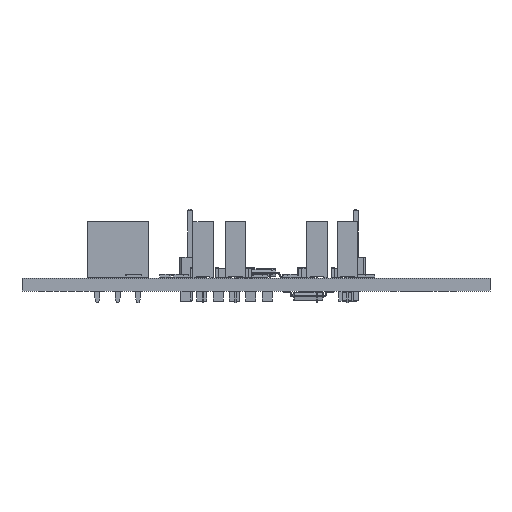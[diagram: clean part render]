
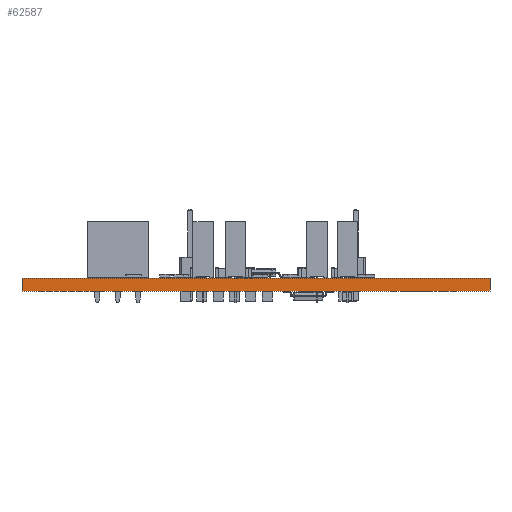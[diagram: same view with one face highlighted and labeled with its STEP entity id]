
A CAD part, left-side view. The second image highlights one B-rep face of the part: STEP entity #62587.
In plain terms, the highlighted planar face has unit normal (-1, 0, 0).
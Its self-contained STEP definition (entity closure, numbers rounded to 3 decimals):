
#62471 = EDGE_CURVE('',#62472,#62474,#62476,.T.);
#62472 = VERTEX_POINT('',#62473);
#62473 = CARTESIAN_POINT('',(111.76,-95.25,0.));
#62474 = VERTEX_POINT('',#62475);
#62475 = CARTESIAN_POINT('',(111.76,-95.25,1.6));
#62476 = SURFACE_CURVE('',#62477,(#62481,#62493),.PCURVE_S1.);
#62477 = LINE('',#62478,#62479);
#62478 = CARTESIAN_POINT('',(111.76,-95.25,0.));
#62479 = VECTOR('',#62480,1.);
#62480 = DIRECTION('',(0.,0.,1.));
#62481 = PCURVE('',#62482,#62487);
#62482 = PLANE('',#62483);
#62483 = AXIS2_PLACEMENT_3D('',#62484,#62485,#62486);
#62484 = CARTESIAN_POINT('',(111.76,-95.25,0.));
#62485 = DIRECTION('',(0.,1.,0.));
#62486 = DIRECTION('',(1.,0.,0.));
#62487 = DEFINITIONAL_REPRESENTATION('',(#62488),#62492);
#62488 = LINE('',#62489,#62490);
#62489 = CARTESIAN_POINT('',(0.,0.));
#62490 = VECTOR('',#62491,1.);
#62491 = DIRECTION('',(0.,-1.));
#62492 = ( GEOMETRIC_REPRESENTATION_CONTEXT(2) 
PARAMETRIC_REPRESENTATION_CONTEXT() REPRESENTATION_CONTEXT('2D SPACE',''
  ) );
#62493 = PCURVE('',#62494,#62499);
#62494 = PLANE('',#62495);
#62495 = AXIS2_PLACEMENT_3D('',#62496,#62497,#62498);
#62496 = CARTESIAN_POINT('',(111.76,-153.67,0.));
#62497 = DIRECTION('',(-1.,0.,0.));
#62498 = DIRECTION('',(0.,1.,0.));
#62499 = DEFINITIONAL_REPRESENTATION('',(#62500),#62504);
#62500 = LINE('',#62501,#62502);
#62501 = CARTESIAN_POINT('',(58.42,0.));
#62502 = VECTOR('',#62503,1.);
#62503 = DIRECTION('',(0.,-1.));
#62504 = ( GEOMETRIC_REPRESENTATION_CONTEXT(2) 
PARAMETRIC_REPRESENTATION_CONTEXT() REPRESENTATION_CONTEXT('2D SPACE',''
  ) );
#62522 = PLANE('',#62523);
#62523 = AXIS2_PLACEMENT_3D('',#62524,#62525,#62526);
#62524 = CARTESIAN_POINT('',(137.16,-124.46,1.6));
#62525 = DIRECTION('',(-0.,-0.,-1.));
#62526 = DIRECTION('',(-1.,0.,0.));
#62576 = PLANE('',#62577);
#62577 = AXIS2_PLACEMENT_3D('',#62578,#62579,#62580);
#62578 = CARTESIAN_POINT('',(137.16,-124.46,0.));
#62579 = DIRECTION('',(-0.,-0.,-1.));
#62580 = DIRECTION('',(-1.,0.,0.));
#62587 = ADVANCED_FACE('',(#62588),#62494,.T.);
#62588 = FACE_BOUND('',#62589,.T.);
#62589 = EDGE_LOOP('',(#62590,#62620,#62641,#62642));
#62590 = ORIENTED_EDGE('',*,*,#62591,.T.);
#62591 = EDGE_CURVE('',#62592,#62594,#62596,.T.);
#62592 = VERTEX_POINT('',#62593);
#62593 = CARTESIAN_POINT('',(111.76,-153.67,0.));
#62594 = VERTEX_POINT('',#62595);
#62595 = CARTESIAN_POINT('',(111.76,-153.67,1.6));
#62596 = SURFACE_CURVE('',#62597,(#62601,#62608),.PCURVE_S1.);
#62597 = LINE('',#62598,#62599);
#62598 = CARTESIAN_POINT('',(111.76,-153.67,0.));
#62599 = VECTOR('',#62600,1.);
#62600 = DIRECTION('',(0.,0.,1.));
#62601 = PCURVE('',#62494,#62602);
#62602 = DEFINITIONAL_REPRESENTATION('',(#62603),#62607);
#62603 = LINE('',#62604,#62605);
#62604 = CARTESIAN_POINT('',(0.,0.));
#62605 = VECTOR('',#62606,1.);
#62606 = DIRECTION('',(0.,-1.));
#62607 = ( GEOMETRIC_REPRESENTATION_CONTEXT(2) 
PARAMETRIC_REPRESENTATION_CONTEXT() REPRESENTATION_CONTEXT('2D SPACE',''
  ) );
#62608 = PCURVE('',#62609,#62614);
#62609 = PLANE('',#62610);
#62610 = AXIS2_PLACEMENT_3D('',#62611,#62612,#62613);
#62611 = CARTESIAN_POINT('',(162.56,-153.67,0.));
#62612 = DIRECTION('',(0.,-1.,0.));
#62613 = DIRECTION('',(-1.,0.,0.));
#62614 = DEFINITIONAL_REPRESENTATION('',(#62615),#62619);
#62615 = LINE('',#62616,#62617);
#62616 = CARTESIAN_POINT('',(50.8,0.));
#62617 = VECTOR('',#62618,1.);
#62618 = DIRECTION('',(0.,-1.));
#62619 = ( GEOMETRIC_REPRESENTATION_CONTEXT(2) 
PARAMETRIC_REPRESENTATION_CONTEXT() REPRESENTATION_CONTEXT('2D SPACE',''
  ) );
#62620 = ORIENTED_EDGE('',*,*,#62621,.T.);
#62621 = EDGE_CURVE('',#62594,#62474,#62622,.T.);
#62622 = SURFACE_CURVE('',#62623,(#62627,#62634),.PCURVE_S1.);
#62623 = LINE('',#62624,#62625);
#62624 = CARTESIAN_POINT('',(111.76,-153.67,1.6));
#62625 = VECTOR('',#62626,1.);
#62626 = DIRECTION('',(0.,1.,0.));
#62627 = PCURVE('',#62494,#62628);
#62628 = DEFINITIONAL_REPRESENTATION('',(#62629),#62633);
#62629 = LINE('',#62630,#62631);
#62630 = CARTESIAN_POINT('',(0.,-1.6));
#62631 = VECTOR('',#62632,1.);
#62632 = DIRECTION('',(1.,0.));
#62633 = ( GEOMETRIC_REPRESENTATION_CONTEXT(2) 
PARAMETRIC_REPRESENTATION_CONTEXT() REPRESENTATION_CONTEXT('2D SPACE',''
  ) );
#62634 = PCURVE('',#62522,#62635);
#62635 = DEFINITIONAL_REPRESENTATION('',(#62636),#62640);
#62636 = LINE('',#62637,#62638);
#62637 = CARTESIAN_POINT('',(25.4,-29.21));
#62638 = VECTOR('',#62639,1.);
#62639 = DIRECTION('',(0.,1.));
#62640 = ( GEOMETRIC_REPRESENTATION_CONTEXT(2) 
PARAMETRIC_REPRESENTATION_CONTEXT() REPRESENTATION_CONTEXT('2D SPACE',''
  ) );
#62641 = ORIENTED_EDGE('',*,*,#62471,.F.);
#62642 = ORIENTED_EDGE('',*,*,#62643,.F.);
#62643 = EDGE_CURVE('',#62592,#62472,#62644,.T.);
#62644 = SURFACE_CURVE('',#62645,(#62649,#62656),.PCURVE_S1.);
#62645 = LINE('',#62646,#62647);
#62646 = CARTESIAN_POINT('',(111.76,-153.67,0.));
#62647 = VECTOR('',#62648,1.);
#62648 = DIRECTION('',(0.,1.,0.));
#62649 = PCURVE('',#62494,#62650);
#62650 = DEFINITIONAL_REPRESENTATION('',(#62651),#62655);
#62651 = LINE('',#62652,#62653);
#62652 = CARTESIAN_POINT('',(0.,0.));
#62653 = VECTOR('',#62654,1.);
#62654 = DIRECTION('',(1.,0.));
#62655 = ( GEOMETRIC_REPRESENTATION_CONTEXT(2) 
PARAMETRIC_REPRESENTATION_CONTEXT() REPRESENTATION_CONTEXT('2D SPACE',''
  ) );
#62656 = PCURVE('',#62576,#62657);
#62657 = DEFINITIONAL_REPRESENTATION('',(#62658),#62662);
#62658 = LINE('',#62659,#62660);
#62659 = CARTESIAN_POINT('',(25.4,-29.21));
#62660 = VECTOR('',#62661,1.);
#62661 = DIRECTION('',(0.,1.));
#62662 = ( GEOMETRIC_REPRESENTATION_CONTEXT(2) 
PARAMETRIC_REPRESENTATION_CONTEXT() REPRESENTATION_CONTEXT('2D SPACE',''
  ) );
